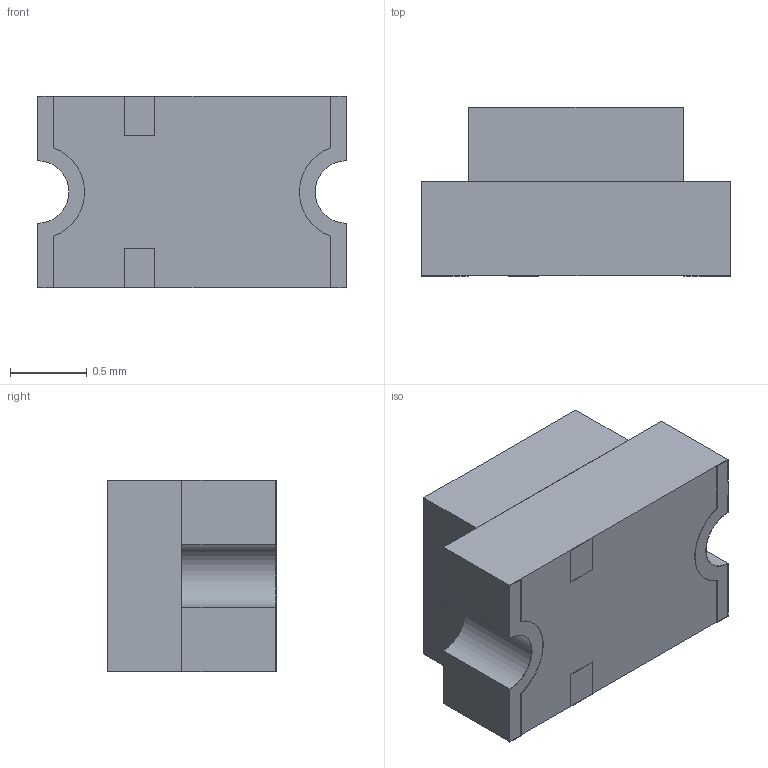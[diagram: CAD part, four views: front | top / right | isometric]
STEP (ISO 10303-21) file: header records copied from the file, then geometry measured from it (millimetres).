
FILE_DESCRIPTION (( 'STEP AP203' ), '1' );
FILE_NAME ('CMD17-21xxx-TR8.STEP', '2017-02-10T16:41:11', ( '' ), ( '' ), 'SwSTEP 2.0', 'SolidWorks 2016', '' );
FILE_SCHEMA (( 'CONFIG_CONTROL_DESIGN' ));
Length unit declared in the file: inch
Products named in the file (1): CMD17-21xxx-TR8
Bounding box: 2.01 x 1.1 x 1.24 mm (x, y, z)
Volume: 2.3 mm3; surface area: 15.8 mm2
Topology: 6 solids, 6 shells, 48 faces, 108 edges, 72 vertices
Faces by surface type: plane 42, cylinder 6
Entity records: 1393 total; most frequent: CARTESIAN_POINT 229, DIRECTION 218, ORIENTED_EDGE 216, EDGE_CURVE 108, LINE 96, VECTOR 96, VERTEX_POINT 72, AXIS2_PLACEMENT_3D 61
